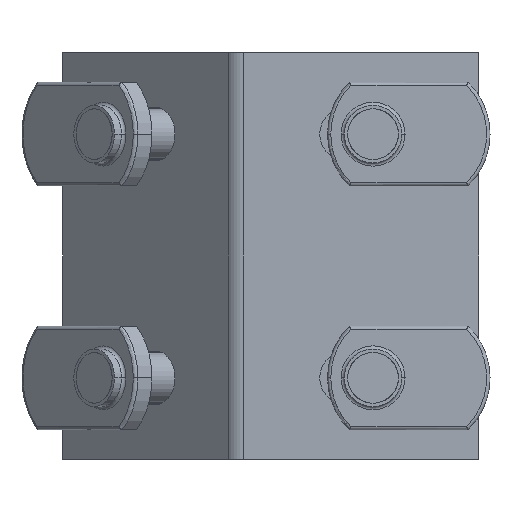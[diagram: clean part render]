
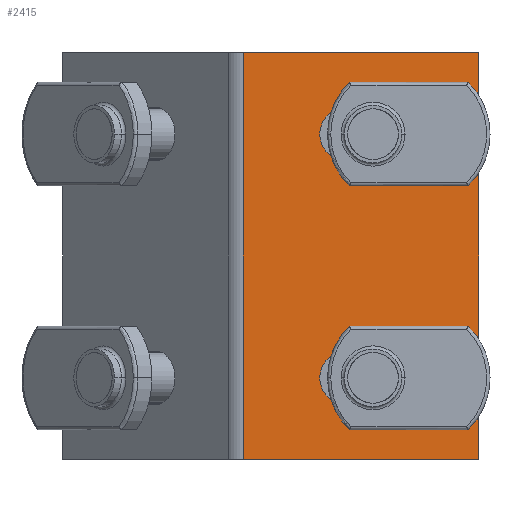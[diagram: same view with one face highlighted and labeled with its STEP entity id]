
A CAD part, front view. The second image highlights one B-rep face of the part: STEP entity #2415.
In plain terms, the highlighted planar face has unit normal (0, -1, 0).
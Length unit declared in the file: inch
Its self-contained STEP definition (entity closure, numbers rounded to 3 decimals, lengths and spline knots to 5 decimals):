
#17 = ORIENTED_EDGE ( 'NONE', *, *, #2437, .F. ) ;
#242 = CARTESIAN_POINT ( 'NONE',  ( 0.85, 0., 0.336 ) ) ;
#313 = EDGE_CURVE ( 'NONE', #2329, #1147, #547, .T. ) ;
#336 = CARTESIAN_POINT ( 'NONE',  ( 0.05178, 0., 2.5 ) ) ;
#339 = FACE_BOUND ( 'NONE', #2403, .T. ) ;
#340 = FACE_BOUND ( 'NONE', #2411, .T. ) ;
#341 = FACE_OUTER_BOUND ( 'NONE', #2368, .T. ) ;
#342 = PLANE ( 'NONE',  #343 ) ;
#343 = AXIS2_PLACEMENT_3D ( 'NONE', #344, #345, #346 ) ;
#344 = CARTESIAN_POINT ( 'NONE',  ( 0.05178, 0., 2.5 ) ) ;
#345 = DIRECTION ( 'NONE',  ( 0., 1., 0. ) ) ;
#346 = DIRECTION ( 'NONE',  ( 0., 0., 1. ) ) ;
#357 = CIRCLE ( 'NONE', #358, 0.164 ) ;
#358 = AXIS2_PLACEMENT_3D ( 'NONE', #359, #360, #361 ) ;
#359 = CARTESIAN_POINT ( 'NONE',  ( 0.85, 0., 0.5 ) ) ;
#360 = DIRECTION ( 'NONE',  ( 0., -1., 0. ) ) ;
#361 = DIRECTION ( 'NONE',  ( 0., 0., -1. ) ) ;
#425 = CIRCLE ( 'NONE', #426, 0.164 ) ;
#426 = AXIS2_PLACEMENT_3D ( 'NONE', #427, #428, #429 ) ;
#427 = CARTESIAN_POINT ( 'NONE',  ( 0.686, 0., 0.5 ) ) ;
#428 = DIRECTION ( 'NONE',  ( 0., -1., 0. ) ) ;
#429 = DIRECTION ( 'NONE',  ( 0., 0., -1. ) ) ;
#461 = CARTESIAN_POINT ( 'NONE',  ( 1.5, 0., 0. ) ) ;
#499 = LINE ( 'NONE', #500, #501 ) ;
#500 = CARTESIAN_POINT ( 'NONE',  ( 1.5, 0., 2.5 ) ) ;
#501 = VECTOR ( 'NONE', #502, 39.37008 ) ;
#502 = DIRECTION ( 'NONE',  ( 0., 0., -1. ) ) ;
#547 = CIRCLE ( 'NONE', #548, 0.164 ) ;
#548 = AXIS2_PLACEMENT_3D ( 'NONE', #549, #550, #551 ) ;
#549 = CARTESIAN_POINT ( 'NONE',  ( 0.85, 0., 2. ) ) ;
#550 = DIRECTION ( 'NONE',  ( 0., -1., 0. ) ) ;
#551 = DIRECTION ( 'NONE',  ( 0., 0., -1. ) ) ;
#572 = VERTEX_POINT ( 'NONE', #707 ) ;
#659 = ORIENTED_EDGE ( 'NONE', *, *, #313, .F. ) ;
#707 = CARTESIAN_POINT ( 'NONE',  ( 1.5, 0., 2.5 ) ) ;
#721 = LINE ( 'NONE', #722, #723 ) ;
#722 = CARTESIAN_POINT ( 'NONE',  ( 0.05178, 0., 0. ) ) ;
#723 = VECTOR ( 'NONE', #724, 39.37008 ) ;
#724 = DIRECTION ( 'NONE',  ( 1., 0., 0. ) ) ;
#809 = CARTESIAN_POINT ( 'NONE',  ( 0.686, 0., 2.164 ) ) ;
#842 = CARTESIAN_POINT ( 'NONE',  ( 0.686, 0., 0.664 ) ) ;
#887 = CARTESIAN_POINT ( 'NONE',  ( 0.85, 0., 1.836 ) ) ;
#922 = LINE ( 'NONE', #923, #924 ) ;
#923 = CARTESIAN_POINT ( 'NONE',  ( 0.05178, 0., 2.5 ) ) ;
#924 = VECTOR ( 'NONE', #925, 39.37008 ) ;
#925 = DIRECTION ( 'NONE',  ( 1., 0., 0. ) ) ;
#940 = CARTESIAN_POINT ( 'NONE',  ( 0.686, 0., 0.336 ) ) ;
#966 = CIRCLE ( 'NONE', #967, 0.164 ) ;
#967 = AXIS2_PLACEMENT_3D ( 'NONE', #968, #969, #970 ) ;
#968 = CARTESIAN_POINT ( 'NONE',  ( 0.686, 0., 2. ) ) ;
#969 = DIRECTION ( 'NONE',  ( 0., -1., 0. ) ) ;
#970 = DIRECTION ( 'NONE',  ( 0., 0., -1. ) ) ;
#984 = CARTESIAN_POINT ( 'NONE',  ( 0.85, 0., 0.664 ) ) ;
#1004 = CARTESIAN_POINT ( 'NONE',  ( 0.686, 0., 1.836 ) ) ;
#1005 = CARTESIAN_POINT ( 'NONE',  ( 0.05178, 0., 0. ) ) ;
#1042 = VERTEX_POINT ( 'NONE', #1005 ) ;
#1070 = LINE ( 'NONE', #1071, #1072 ) ;
#1071 = CARTESIAN_POINT ( 'NONE',  ( 0.85, 0., 0.336 ) ) ;
#1072 = VECTOR ( 'NONE', #1073, 39.37008 ) ;
#1073 = DIRECTION ( 'NONE',  ( 1., 0., 0. ) ) ;
#1085 = CARTESIAN_POINT ( 'NONE',  ( 0.85, 0., 2.164 ) ) ;
#1131 = LINE ( 'NONE', #1132, #1133 ) ;
#1132 = CARTESIAN_POINT ( 'NONE',  ( 0.05178, 0., 2.5 ) ) ;
#1133 = VECTOR ( 'NONE', #1134, 39.37008 ) ;
#1134 = DIRECTION ( 'NONE',  ( 0., 0., -1. ) ) ;
#1147 = VERTEX_POINT ( 'NONE', #1085 ) ;
#1179 = LINE ( 'NONE', #1180, #1181 ) ;
#1180 = CARTESIAN_POINT ( 'NONE',  ( 0.85, 0., 1.836 ) ) ;
#1181 = VECTOR ( 'NONE', #1184, 39.37008 ) ;
#1184 = DIRECTION ( 'NONE',  ( 1., 0., 0. ) ) ;
#1207 = LINE ( 'NONE', #1208, #1209 ) ;
#1208 = CARTESIAN_POINT ( 'NONE',  ( 0.85, 0., 0.664 ) ) ;
#1209 = VECTOR ( 'NONE', #1210, 39.37008 ) ;
#1210 = DIRECTION ( 'NONE',  ( -1., 0., 0. ) ) ;
#1229 = LINE ( 'NONE', #1230, #1231 ) ;
#1230 = CARTESIAN_POINT ( 'NONE',  ( 0.85, 0., 2.164 ) ) ;
#1231 = VECTOR ( 'NONE', #1232, 39.37008 ) ;
#1232 = DIRECTION ( 'NONE',  ( -1., 0., 0. ) ) ;
#1360 = EDGE_CURVE ( 'NONE', #1147, #2155, #1229, .T. ) ;
#2119 = ORIENTED_EDGE ( 'NONE', *, *, #1360, .F. ) ;
#2141 = ORIENTED_EDGE ( 'NONE', *, *, #2191, .T. ) ;
#2155 = VERTEX_POINT ( 'NONE', #809 ) ;
#2171 = EDGE_CURVE ( 'NONE', #2155, #2342, #966, .T. ) ;
#2191 = EDGE_CURVE ( 'NONE', #2413, #1042, #1131, .T. ) ;
#2200 = ORIENTED_EDGE ( 'NONE', *, *, #2171, .F. ) ;
#2242 = VERTEX_POINT ( 'NONE', #242 ) ;
#2257 = EDGE_CURVE ( 'NONE', #2242, #2339, #357, .T. ) ;
#2267 = VERTEX_POINT ( 'NONE', #461 ) ;
#2279 = ORIENTED_EDGE ( 'NONE', *, *, #2257, .F. ) ;
#2311 = EDGE_CURVE ( 'NONE', #1042, #2267, #721, .T. ) ;
#2323 = VERTEX_POINT ( 'NONE', #842 ) ;
#2329 = VERTEX_POINT ( 'NONE', #887 ) ;
#2335 = ORIENTED_EDGE ( 'NONE', *, *, #2311, .T. ) ;
#2339 = VERTEX_POINT ( 'NONE', #984 ) ;
#2342 = VERTEX_POINT ( 'NONE', #1004 ) ;
#2358 = EDGE_CURVE ( 'NONE', #2342, #2329, #1179, .T. ) ;
#2362 = EDGE_CURVE ( 'NONE', #2339, #2323, #1207, .T. ) ;
#2368 = EDGE_LOOP ( 'NONE', ( #2335, #17, #2534, #2141 ) ) ;
#2369 = ORIENTED_EDGE ( 'NONE', *, *, #2362, .F. ) ;
#2379 = ORIENTED_EDGE ( 'NONE', *, *, #2358, .F. ) ;
#2403 = EDGE_LOOP ( 'NONE', ( #2369, #2279, #2553, #2456 ) ) ;
#2411 = EDGE_LOOP ( 'NONE', ( #2379, #2200, #2119, #659 ) ) ;
#2413 = VERTEX_POINT ( 'NONE', #336 ) ;
#2415 = ADVANCED_FACE ( 'NONE', ( #339, #340, #341 ), #342, .F. ) ;
#2426 = EDGE_CURVE ( 'NONE', #2323, #2504, #425, .T. ) ;
#2437 = EDGE_CURVE ( 'NONE', #572, #2267, #499, .T. ) ;
#2456 = ORIENTED_EDGE ( 'NONE', *, *, #2426, .F. ) ;
#2496 = EDGE_CURVE ( 'NONE', #2413, #572, #922, .T. ) ;
#2504 = VERTEX_POINT ( 'NONE', #940 ) ;
#2524 = EDGE_CURVE ( 'NONE', #2504, #2242, #1070, .T. ) ;
#2534 = ORIENTED_EDGE ( 'NONE', *, *, #2496, .F. ) ;
#2553 = ORIENTED_EDGE ( 'NONE', *, *, #2524, .F. ) ;
